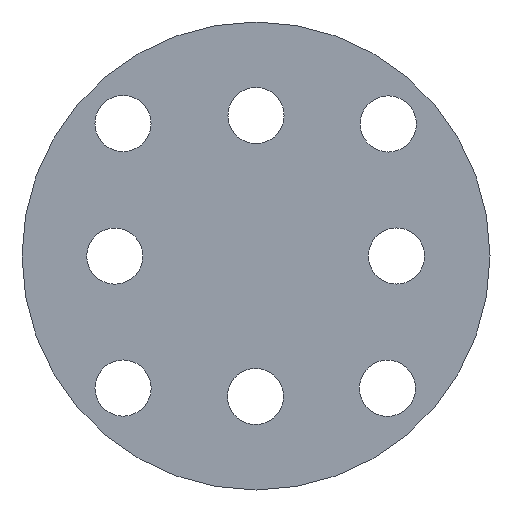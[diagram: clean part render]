
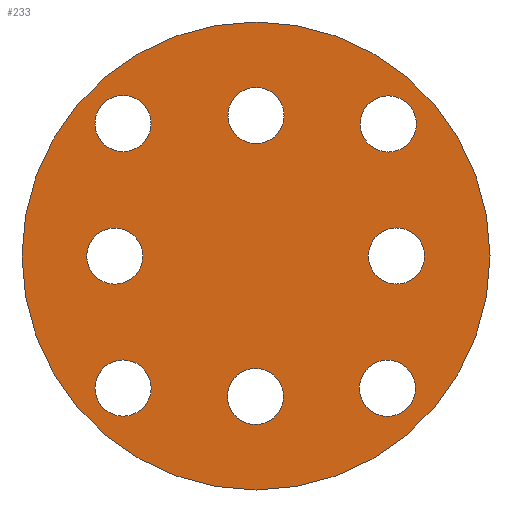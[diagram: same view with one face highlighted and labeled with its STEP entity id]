
A CAD part, front view. The second image highlights one B-rep face of the part: STEP entity #233.
In plain terms, the highlighted planar face has unit normal (0, -1, 0).
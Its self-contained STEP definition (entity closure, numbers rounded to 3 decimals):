
#31=FACE_BOUND('',#71,.T.);
#32=FACE_BOUND('',#72,.T.);
#33=FACE_BOUND('',#73,.T.);
#34=FACE_BOUND('',#74,.T.);
#35=FACE_BOUND('',#75,.T.);
#36=FACE_BOUND('',#76,.T.);
#37=FACE_BOUND('',#77,.T.);
#38=FACE_BOUND('',#78,.T.);
#40=PLANE('',#289);
#51=FACE_OUTER_BOUND('',#70,.T.);
#70=EDGE_LOOP('',(#205));
#71=EDGE_LOOP('',(#206));
#72=EDGE_LOOP('',(#207));
#73=EDGE_LOOP('',(#208));
#74=EDGE_LOOP('',(#209));
#75=EDGE_LOOP('',(#210));
#76=EDGE_LOOP('',(#211));
#77=EDGE_LOOP('',(#212));
#78=EDGE_LOOP('',(#213));
#98=CIRCLE('',#263,3.);
#100=CIRCLE('',#266,3.);
#102=CIRCLE('',#269,3.);
#104=CIRCLE('',#272,3.);
#106=CIRCLE('',#275,3.);
#108=CIRCLE('',#278,3.);
#110=CIRCLE('',#281,3.);
#112=CIRCLE('',#284,3.);
#114=CIRCLE('',#287,25.);
#116=VERTEX_POINT('',#375);
#118=VERTEX_POINT('',#381);
#120=VERTEX_POINT('',#387);
#122=VERTEX_POINT('',#393);
#124=VERTEX_POINT('',#399);
#126=VERTEX_POINT('',#405);
#128=VERTEX_POINT('',#411);
#130=VERTEX_POINT('',#417);
#132=VERTEX_POINT('',#423);
#135=EDGE_CURVE('',#116,#116,#98,.T.);
#138=EDGE_CURVE('',#118,#118,#100,.T.);
#141=EDGE_CURVE('',#120,#120,#102,.T.);
#144=EDGE_CURVE('',#122,#122,#104,.T.);
#147=EDGE_CURVE('',#124,#124,#106,.T.);
#150=EDGE_CURVE('',#126,#126,#108,.T.);
#153=EDGE_CURVE('',#128,#128,#110,.T.);
#156=EDGE_CURVE('',#130,#130,#112,.T.);
#159=EDGE_CURVE('',#132,#132,#114,.T.);
#205=ORIENTED_EDGE('',*,*,#159,.F.);
#206=ORIENTED_EDGE('',*,*,#156,.T.);
#207=ORIENTED_EDGE('',*,*,#153,.T.);
#208=ORIENTED_EDGE('',*,*,#150,.T.);
#209=ORIENTED_EDGE('',*,*,#147,.T.);
#210=ORIENTED_EDGE('',*,*,#144,.T.);
#211=ORIENTED_EDGE('',*,*,#141,.T.);
#212=ORIENTED_EDGE('',*,*,#138,.T.);
#213=ORIENTED_EDGE('',*,*,#135,.T.);
#233=ADVANCED_FACE('',(#51,#31,#32,#33,#34,#35,#36,#37,#38),#40,.F.);
#263=AXIS2_PLACEMENT_3D('',#377,#303,#304);
#266=AXIS2_PLACEMENT_3D('',#383,#310,#311);
#269=AXIS2_PLACEMENT_3D('',#389,#317,#318);
#272=AXIS2_PLACEMENT_3D('',#395,#324,#325);
#275=AXIS2_PLACEMENT_3D('',#401,#331,#332);
#278=AXIS2_PLACEMENT_3D('',#407,#338,#339);
#281=AXIS2_PLACEMENT_3D('',#413,#345,#346);
#284=AXIS2_PLACEMENT_3D('',#419,#352,#353);
#287=AXIS2_PLACEMENT_3D('',#425,#359,#360);
#289=AXIS2_PLACEMENT_3D('',#427,#363,#364);
#303=DIRECTION('center_axis',(0.,1.,0.));
#304=DIRECTION('ref_axis',(1.,0.,0.));
#310=DIRECTION('center_axis',(0.,1.,0.));
#311=DIRECTION('ref_axis',(1.,0.,0.));
#317=DIRECTION('center_axis',(0.,1.,0.));
#318=DIRECTION('ref_axis',(1.,0.,0.));
#324=DIRECTION('center_axis',(0.,1.,0.));
#325=DIRECTION('ref_axis',(1.,0.,0.));
#331=DIRECTION('center_axis',(0.,1.,0.));
#332=DIRECTION('ref_axis',(1.,0.,0.));
#338=DIRECTION('center_axis',(0.,1.,0.));
#339=DIRECTION('ref_axis',(1.,0.,0.));
#345=DIRECTION('center_axis',(0.,1.,0.));
#346=DIRECTION('ref_axis',(1.,0.,0.));
#352=DIRECTION('center_axis',(0.,1.,0.));
#353=DIRECTION('ref_axis',(1.,0.,0.));
#359=DIRECTION('center_axis',(0.,1.,0.));
#360=DIRECTION('ref_axis',(1.,0.,0.));
#363=DIRECTION('center_axis',(0.,1.,0.));
#364=DIRECTION('ref_axis',(1.,0.,0.));
#375=CARTESIAN_POINT('',(12.,0.,0.));
#377=CARTESIAN_POINT('Origin',(15.,0.,0.));
#381=CARTESIAN_POINT('',(11.039,0.,-14.133));
#383=CARTESIAN_POINT('Origin',(14.039,0.,-14.133));
#387=CARTESIAN_POINT('',(-3.062,0.,-15.01));
#389=CARTESIAN_POINT('Origin',(-0.062,0.,-15.01));
#393=CARTESIAN_POINT('',(-17.205,0.,-14.111));
#395=CARTESIAN_POINT('Origin',(-14.205,0.,-14.111));
#399=CARTESIAN_POINT('',(-18.088,0.,-0.014));
#401=CARTESIAN_POINT('Origin',(-15.088,0.,-0.014));
#405=CARTESIAN_POINT('',(-17.21,0.,14.148));
#407=CARTESIAN_POINT('Origin',(-14.21,0.,14.148));
#411=CARTESIAN_POINT('',(-3.,0.,15.));
#413=CARTESIAN_POINT('Origin',(0.,0.,15.));
#417=CARTESIAN_POINT('',(11.131,0.,14.108));
#419=CARTESIAN_POINT('Origin',(14.131,0.,14.108));
#423=CARTESIAN_POINT('',(-25.,0.,0.));
#425=CARTESIAN_POINT('Origin',(0.,0.,0.));
#427=CARTESIAN_POINT('Origin',(0.,0.,0.));
